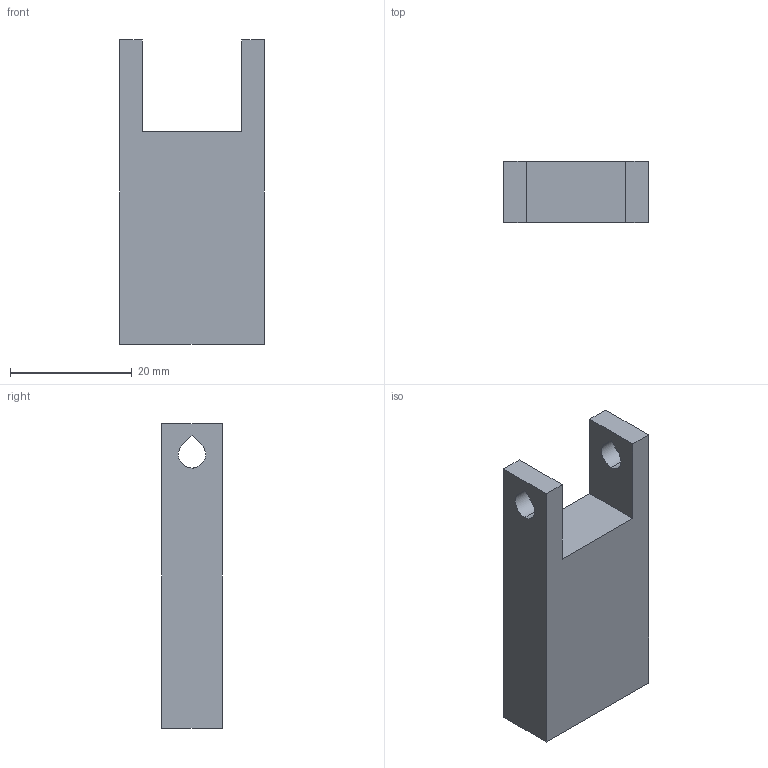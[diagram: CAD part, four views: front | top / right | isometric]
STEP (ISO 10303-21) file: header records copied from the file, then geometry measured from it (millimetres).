
FILE_DESCRIPTION(/* description */ (''),/* implementation_level */ '2;1');
FILE_NAME(/* name */ 'ProbeSimpleGeometry v3.step',/* time_stamp */ '2020-07-09T12:00:36+02:00',/* author */ (''),/* organization */ (''),/* preprocessor_version */ 'ST-DEVELOPER v18.1',/* originating_system */ 'Autodesk Translation Framework v9.3.0.1241',/* authorisation */ '');
FILE_SCHEMA (('AUTOMOTIVE_DESIGN { 1 0 10303 214 3 1 1 }'));
Length unit declared in the file: millimetre
Products named in the file (2): ProbeSimpleGeometry; Component3
Assembly tree (1 placements, depth 2):
  ProbeSimpleGeometry
    Component3
Bounding box: 23.75 x 10 x 50 mm (x, y, z)
Volume: 9291.8 mm3; surface area: 3701.5 mm2
Topology: 1 solids, 1 shells, 18 faces, 48 edges, 32 vertices
Faces by surface type: plane 14, bspline 4
Entity records: 823 total; most frequent: CARTESIAN_POINT 339, ORIENTED_EDGE 96, DIRECTION 74, EDGE_CURVE 48, LINE 40, VECTOR 40, VERTEX_POINT 32, EDGE_LOOP 22
